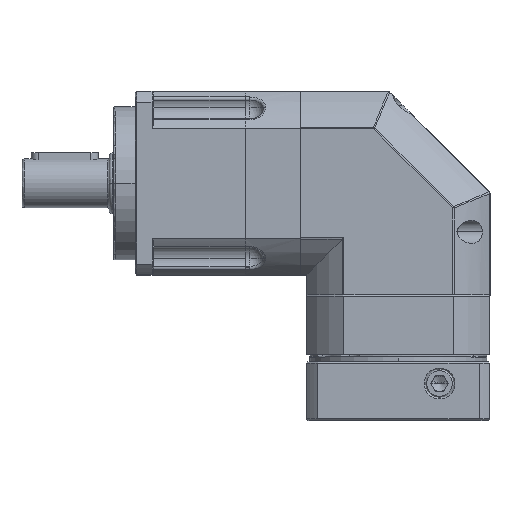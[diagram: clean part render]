
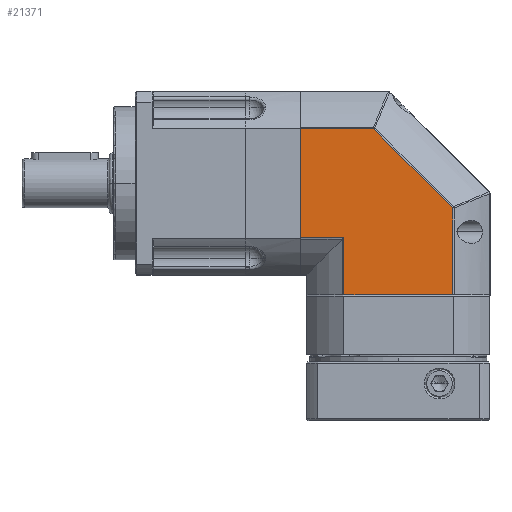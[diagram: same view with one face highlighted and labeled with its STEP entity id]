
A CAD part, top view. The second image highlights one B-rep face of the part: STEP entity #21371.
In plain terms, the highlighted planar face has unit normal (0, 0, 1).
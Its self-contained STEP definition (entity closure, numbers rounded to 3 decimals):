
#182 = EDGE_CURVE ( 'NONE', #33978, #24090, #29183, .T. ) ;
#630 = EDGE_CURVE ( 'NONE', #24090, #45256, #38186, .T. ) ;
#696 = EDGE_CURVE ( 'NONE', #45256, #4644, #2466, .T. ) ;
#1660 = CARTESIAN_POINT ( 'NONE',  ( -140.12, 7.237, 30. ) ) ;
#2466 = LINE ( 'NONE', #9808, #44058 ) ;
#3616 = PLANE ( 'NONE',  #4426 ) ;
#4130 = VECTOR ( 'NONE', #11477, 1000. ) ;
#4426 = AXIS2_PLACEMENT_3D ( 'NONE', #10560, #7324, #32567 ) ;
#4644 = VERTEX_POINT ( 'NONE', #15401 ) ;
#5873 = EDGE_CURVE ( 'NONE', #4644, #26470, #38064, .T. ) ;
#6405 = EDGE_CURVE ( 'NONE', #26470, #16546, #43001, .T. ) ;
#6824 = EDGE_CURVE ( 'NONE', #16546, #8286, #41204, .T. ) ;
#7324 = DIRECTION ( 'NONE',  ( 0., 0., 1. ) ) ;
#7870 = LINE ( 'NONE', #41553, #35202 ) ;
#8286 = VERTEX_POINT ( 'NONE', #32806 ) ;
#9490 = EDGE_CURVE ( 'NONE', #8286, #33978, #7870, .T. ) ;
#9678 = DIRECTION ( 'NONE',  ( 0., -1., 0. ) ) ;
#9808 = CARTESIAN_POINT ( 'NONE',  ( -122.372, 42.733, 30. ) ) ;
#10017 = CARTESIAN_POINT ( 'NONE',  ( -140.12, 24.985, 30. ) ) ;
#10560 = CARTESIAN_POINT ( 'NONE',  ( -122.372, 24.985, 30. ) ) ;
#10887 = DIRECTION ( 'NONE',  ( -1., 0., 0. ) ) ;
#11477 = DIRECTION ( 'NONE',  ( -0.707, 0.707, 0. ) ) ;
#11852 = CARTESIAN_POINT ( 'NONE',  ( -104.623, 16.913, 30. ) ) ;
#12486 = CARTESIAN_POINT ( 'NONE',  ( -104.623, 16.913, 30. ) ) ;
#15044 = ORIENTED_EDGE ( 'NONE', *, *, #5873, .T. ) ;
#15401 = CARTESIAN_POINT ( 'NONE',  ( -154.372, 42.733, 30. ) ) ;
#15648 = CARTESIAN_POINT ( 'NONE',  ( -104.623, -11.515, 30. ) ) ;
#15957 = FACE_OUTER_BOUND ( 'NONE', #30806, .T. ) ;
#16546 = VERTEX_POINT ( 'NONE', #1660 ) ;
#20198 = DIRECTION ( 'NONE',  ( 1., 0., 0. ) ) ;
#20207 = CARTESIAN_POINT ( 'NONE',  ( -122.372, 7.237, 30. ) ) ;
#21371 = ADVANCED_FACE ( 'NONE', ( #15957 ), #3616, .T. ) ;
#21999 = CARTESIAN_POINT ( 'NONE',  ( -130.443, 42.733, 30. ) ) ;
#22365 = ORIENTED_EDGE ( 'NONE', *, *, #630, .T. ) ;
#22947 = DIRECTION ( 'NONE',  ( 0., 1., 0. ) ) ;
#24070 = CARTESIAN_POINT ( 'NONE',  ( -104.623, 24.985, 30. ) ) ;
#24090 = VERTEX_POINT ( 'NONE', #12486 ) ;
#26470 = VERTEX_POINT ( 'NONE', #38005 ) ;
#26627 = ORIENTED_EDGE ( 'NONE', *, *, #696, .T. ) ;
#29183 = LINE ( 'NONE', #24070, #36190 ) ;
#30806 = EDGE_LOOP ( 'NONE', ( #32457, #43335, #44540, #32244, #22365, #26627, #15044 ) ) ;
#32244 = ORIENTED_EDGE ( 'NONE', *, *, #182, .T. ) ;
#32457 = ORIENTED_EDGE ( 'NONE', *, *, #6405, .T. ) ;
#32567 = DIRECTION ( 'NONE',  ( 1., 0., 0. ) ) ;
#32806 = CARTESIAN_POINT ( 'NONE',  ( -140.12, -11.515, 30. ) ) ;
#33978 = VERTEX_POINT ( 'NONE', #15648 ) ;
#34427 = DIRECTION ( 'NONE',  ( 0., -1., 0. ) ) ;
#34470 = CARTESIAN_POINT ( 'NONE',  ( -154.372, 24.985, 30. ) ) ;
#35202 = VECTOR ( 'NONE', #41502, 1000. ) ;
#36190 = VECTOR ( 'NONE', #22947, 1000. ) ;
#37462 = VECTOR ( 'NONE', #34427, 1000. ) ;
#38005 = CARTESIAN_POINT ( 'NONE',  ( -154.372, 7.237, 30. ) ) ;
#38064 = LINE ( 'NONE', #34470, #37462 ) ;
#38186 = LINE ( 'NONE', #11852, #4130 ) ;
#39769 = VECTOR ( 'NONE', #9678, 1000. ) ;
#41204 = LINE ( 'NONE', #10017, #39769 ) ;
#41502 = DIRECTION ( 'NONE',  ( 1., 0., 0. ) ) ;
#41553 = CARTESIAN_POINT ( 'NONE',  ( -152.372, -11.515, 30. ) ) ;
#42789 = VECTOR ( 'NONE', #20198, 1000. ) ;
#43001 = LINE ( 'NONE', #20207, #42789 ) ;
#43335 = ORIENTED_EDGE ( 'NONE', *, *, #6824, .T. ) ;
#44058 = VECTOR ( 'NONE', #10887, 1000. ) ;
#44540 = ORIENTED_EDGE ( 'NONE', *, *, #9490, .T. ) ;
#45256 = VERTEX_POINT ( 'NONE', #21999 ) ;
